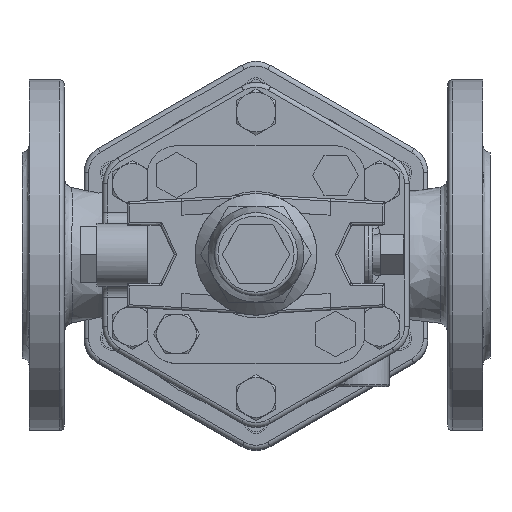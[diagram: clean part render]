
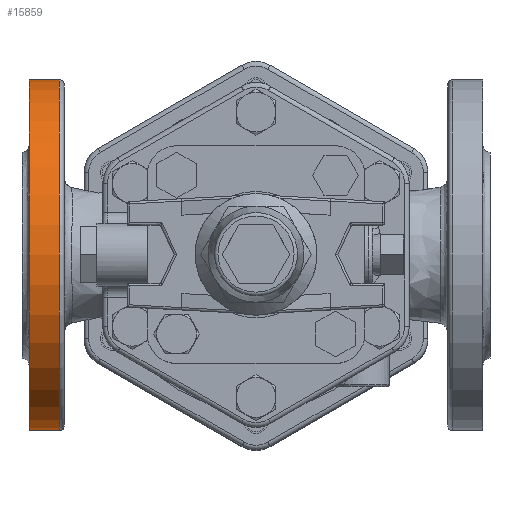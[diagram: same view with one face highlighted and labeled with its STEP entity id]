
A CAD part, top view. The second image highlights one B-rep face of the part: STEP entity #15859.
In plain terms, the highlighted cylindrical face has radius 75 mm (diameter 150 mm), a full revolution.
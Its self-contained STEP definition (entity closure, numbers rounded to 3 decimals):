
#469=LINE('',#25640,#1394);
#1394=VECTOR('',#18776,75.);
#2319=CYLINDRICAL_SURFACE('',#16971,75.);
#3192=FACE_OUTER_BOUND('',#4261,.T.);
#4261=EDGE_LOOP('',(#10810,#10811,#10812,#10813,#10814));
#5886=CIRCLE('',#16969,75.);
#5887=CIRCLE('',#16970,75.);
#5888=CIRCLE('',#16972,75.);
#6793=VERTEX_POINT('',#25632);
#6794=VERTEX_POINT('',#25634);
#6795=VERTEX_POINT('',#25638);
#8316=EDGE_CURVE('',#6793,#6794,#5886,.T.);
#8317=EDGE_CURVE('',#6794,#6793,#5887,.T.);
#8318=EDGE_CURVE('',#6795,#6795,#5888,.T.);
#8319=EDGE_CURVE('',#6795,#6794,#469,.T.);
#10810=ORIENTED_EDGE('',*,*,#8318,.T.);
#10811=ORIENTED_EDGE('',*,*,#8319,.T.);
#10812=ORIENTED_EDGE('',*,*,#8316,.F.);
#10813=ORIENTED_EDGE('',*,*,#8317,.F.);
#10814=ORIENTED_EDGE('',*,*,#8319,.F.);
#15859=ADVANCED_FACE('',(#3192),#2319,.T.);
#16969=AXIS2_PLACEMENT_3D('',#25635,#18768,#18769);
#16970=AXIS2_PLACEMENT_3D('',#25636,#18770,#18771);
#16971=AXIS2_PLACEMENT_3D('',#25637,#18772,#18773);
#16972=AXIS2_PLACEMENT_3D('',#25639,#18774,#18775);
#18768=DIRECTION('center_axis',(1.,0.,0.));
#18769=DIRECTION('ref_axis',(0.,0.,-1.));
#18770=DIRECTION('center_axis',(1.,0.,0.));
#18771=DIRECTION('ref_axis',(0.,0.,-1.));
#18772=DIRECTION('center_axis',(1.,0.,0.));
#18773=DIRECTION('ref_axis',(0.,0.,1.));
#18774=DIRECTION('center_axis',(1.,0.,0.));
#18775=DIRECTION('ref_axis',(0.,0.,1.));
#18776=DIRECTION('',(1.,0.,0.));
#25632=CARTESIAN_POINT('',(-84.,0.,183.));
#25634=CARTESIAN_POINT('',(-84.,0.,33.));
#25635=CARTESIAN_POINT('Origin',(-84.,0.,108.));
#25636=CARTESIAN_POINT('Origin',(-84.,0.,108.));
#25637=CARTESIAN_POINT('Origin',(-90.,0.,108.));
#25638=CARTESIAN_POINT('',(-97.,0.,33.));
#25639=CARTESIAN_POINT('Origin',(-97.,0.,108.));
#25640=CARTESIAN_POINT('',(-90.,0.,33.));
